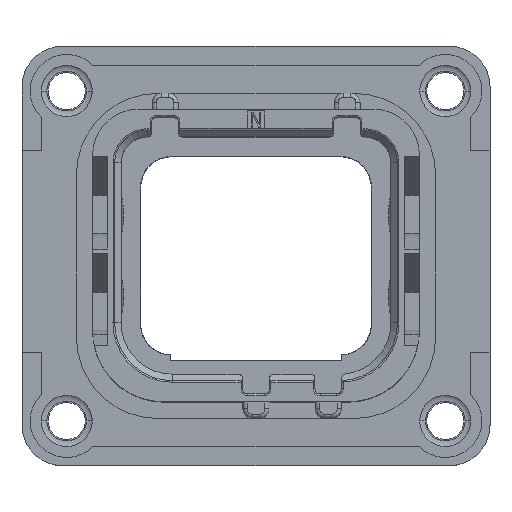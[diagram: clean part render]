
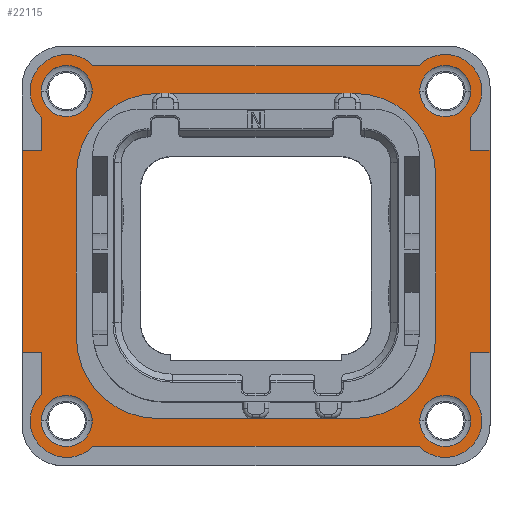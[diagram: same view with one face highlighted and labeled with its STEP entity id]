
A CAD part, top view. The second image highlights one B-rep face of the part: STEP entity #22115.
In plain terms, the highlighted planar face has unit normal (0, 0, 1).
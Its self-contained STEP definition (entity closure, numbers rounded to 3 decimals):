
#535=DIRECTION('',(0.,-1.,0.));
#536=VECTOR('',#535,12.45);
#537=CARTESIAN_POINT('',(-14.4,6.5,1.5));
#538=LINE('',#537,#536);
#593=CARTESIAN_POINT('',(-11.65,10.15,1.5));
#594=DIRECTION('',(0.,0.,1.));
#595=DIRECTION('',(0.716,0.698,0.));
#596=AXIS2_PLACEMENT_3D('',#593,#594,#595);
#603=DIRECTION('',(0.,1.,0.));
#604=VECTOR('',#603,2.588);
#605=CARTESIAN_POINT('',(13.22,-8.538,1.5));
#606=LINE('',#605,#604);
#607=DIRECTION('',(1.,0.,0.));
#608=VECTOR('',#607,20.077);
#609=CARTESIAN_POINT('',(-10.038,-11.72,1.5));
#610=LINE('',#609,#608);
#611=DIRECTION('',(0.,-1.,0.));
#612=VECTOR('',#611,2.588);
#613=CARTESIAN_POINT('',(-13.22,-5.95,1.5));
#614=LINE('',#613,#612);
#615=DIRECTION('',(1.,0.,0.));
#616=VECTOR('',#615,1.18);
#617=CARTESIAN_POINT('',(-14.4,-5.95,1.5));
#618=LINE('',#617,#616);
#619=DIRECTION('',(-1.,0.,0.));
#620=VECTOR('',#619,1.18);
#621=CARTESIAN_POINT('',(-13.22,6.5,1.5));
#622=LINE('',#621,#620);
#623=DIRECTION('',(0.,-1.,0.));
#624=VECTOR('',#623,2.038);
#625=CARTESIAN_POINT('',(-13.22,8.538,1.5));
#626=LINE('',#625,#624);
#627=DIRECTION('',(-1.,0.,0.));
#628=VECTOR('',#627,20.077);
#629=CARTESIAN_POINT('',(10.038,11.72,1.5));
#630=LINE('',#629,#628);
#631=DIRECTION('',(0.,1.,0.));
#632=VECTOR('',#631,2.038);
#633=CARTESIAN_POINT('',(13.22,6.5,1.5));
#634=LINE('',#633,#632);
#635=DIRECTION('',(-1.,0.,0.));
#636=VECTOR('',#635,1.18);
#637=CARTESIAN_POINT('',(14.4,6.5,1.5));
#638=LINE('',#637,#636);
#639=DIRECTION('',(1.,0.,0.));
#640=VECTOR('',#639,1.18);
#641=CARTESIAN_POINT('',(13.22,-5.95,1.5));
#642=LINE('',#641,#640);
#643=CARTESIAN_POINT('',(11.65,-10.15,1.5));
#644=DIRECTION('',(0.,0.,1.));
#645=DIRECTION('',(-1.,0.,0.));
#646=AXIS2_PLACEMENT_3D('',#643,#644,#645);
#648=CARTESIAN_POINT('',(-11.65,-10.15,1.5));
#649=DIRECTION('',(0.,0.,1.));
#650=DIRECTION('',(-1.,0.,0.));
#651=AXIS2_PLACEMENT_3D('',#648,#649,#650);
#653=CARTESIAN_POINT('',(-11.65,10.15,1.5));
#654=DIRECTION('',(0.,0.,1.));
#655=DIRECTION('',(1.,0.,0.));
#656=AXIS2_PLACEMENT_3D('',#653,#654,#655);
#658=CARTESIAN_POINT('',(11.65,10.15,1.5));
#659=DIRECTION('',(0.,0.,1.));
#660=DIRECTION('',(1.,0.,0.));
#661=AXIS2_PLACEMENT_3D('',#658,#659,#660);
#663=CARTESIAN_POINT('',(6.05,5.,1.5));
#664=DIRECTION('',(0.,0.,-1.));
#665=DIRECTION('',(0.,1.,0.));
#666=AXIS2_PLACEMENT_3D('',#663,#664,#665);
#668=DIRECTION('',(1.,0.,0.));
#669=VECTOR('',#668,12.1);
#670=CARTESIAN_POINT('',(-6.05,10.,1.5));
#671=LINE('',#670,#669);
#672=CARTESIAN_POINT('',(-6.05,5.,1.5));
#673=DIRECTION('',(0.,0.,-1.));
#674=DIRECTION('',(-1.,0.,0.));
#675=AXIS2_PLACEMENT_3D('',#672,#673,#674);
#677=DIRECTION('',(0.,1.,0.));
#678=VECTOR('',#677,10.);
#679=CARTESIAN_POINT('',(-11.05,-5.,1.5));
#680=LINE('',#679,#678);
#681=CARTESIAN_POINT('',(-6.05,-5.,1.5));
#682=DIRECTION('',(0.,0.,-1.));
#683=DIRECTION('',(0.,-1.,0.));
#684=AXIS2_PLACEMENT_3D('',#681,#682,#683);
#686=DIRECTION('',(-1.,0.,0.));
#687=VECTOR('',#686,12.1);
#688=CARTESIAN_POINT('',(6.05,-10.,1.5));
#689=LINE('',#688,#687);
#690=CARTESIAN_POINT('',(6.05,-5.,1.5));
#691=DIRECTION('',(0.,0.,-1.));
#692=DIRECTION('',(1.,0.,0.));
#693=AXIS2_PLACEMENT_3D('',#690,#691,#692);
#695=DIRECTION('',(0.,-1.,0.));
#696=VECTOR('',#695,10.);
#697=CARTESIAN_POINT('',(11.05,5.,1.5));
#698=LINE('',#697,#696);
#708=CARTESIAN_POINT('',(11.65,-10.15,1.5));
#709=DIRECTION('',(0.,0.,1.));
#710=DIRECTION('',(-0.716,-0.698,0.));
#711=AXIS2_PLACEMENT_3D('',#708,#709,#710);
#763=DIRECTION('',(0.,1.,0.));
#764=VECTOR('',#763,12.45);
#765=CARTESIAN_POINT('',(14.4,-5.95,1.5));
#766=LINE('',#765,#764);
#792=CARTESIAN_POINT('',(11.65,10.15,1.5));
#793=DIRECTION('',(0.,0.,1.));
#794=DIRECTION('',(0.698,-0.716,0.));
#795=AXIS2_PLACEMENT_3D('',#792,#793,#794);
#821=CARTESIAN_POINT('',(-11.65,-10.15,1.5));
#822=DIRECTION('',(0.,0.,1.));
#823=DIRECTION('',(-0.698,0.716,0.));
#824=AXIS2_PLACEMENT_3D('',#821,#822,#823);
#855=CARTESIAN_POINT('',(11.65,-10.15,1.5));
#856=DIRECTION('',(0.,0.,1.));
#857=DIRECTION('',(1.,0.,0.));
#858=AXIS2_PLACEMENT_3D('',#855,#856,#857);
#860=CARTESIAN_POINT('',(-11.65,-10.15,1.5));
#861=DIRECTION('',(0.,0.,1.));
#862=DIRECTION('',(1.,0.,0.));
#863=AXIS2_PLACEMENT_3D('',#860,#861,#862);
#881=CARTESIAN_POINT('',(-11.65,10.15,1.5));
#882=DIRECTION('',(0.,0.,1.));
#883=DIRECTION('',(-1.,0.,0.));
#884=AXIS2_PLACEMENT_3D('',#881,#882,#883);
#886=CARTESIAN_POINT('',(11.65,10.15,1.5));
#887=DIRECTION('',(0.,0.,1.));
#888=DIRECTION('',(-1.,0.,0.));
#889=AXIS2_PLACEMENT_3D('',#886,#887,#888);
#18892=CARTESIAN_POINT('',(-6.05,10.,1.5));
#18893=CARTESIAN_POINT('',(6.05,10.,1.5));
#18894=VERTEX_POINT('',#18892);
#18895=VERTEX_POINT('',#18893);
#18896=CARTESIAN_POINT('',(11.05,-5.,1.5));
#18897=CARTESIAN_POINT('',(6.05,-10.,1.5));
#18898=VERTEX_POINT('',#18896);
#18899=VERTEX_POINT('',#18897);
#18900=CARTESIAN_POINT('',(11.05,5.,1.5));
#18901=VERTEX_POINT('',#18900);
#18902=CARTESIAN_POINT('',(-11.05,5.,1.5));
#18903=VERTEX_POINT('',#18902);
#18904=CARTESIAN_POINT('',(-11.05,-5.,1.5));
#18905=VERTEX_POINT('',#18904);
#18906=CARTESIAN_POINT('',(-6.05,-10.,1.5));
#18907=VERTEX_POINT('',#18906);
#18932=CARTESIAN_POINT('',(14.4,-5.95,1.5));
#18933=CARTESIAN_POINT('',(14.4,6.5,1.5));
#18934=VERTEX_POINT('',#18932);
#18935=VERTEX_POINT('',#18933);
#18936=CARTESIAN_POINT('',(-14.4,6.5,1.5));
#18937=CARTESIAN_POINT('',(-14.4,-5.95,1.5));
#18938=VERTEX_POINT('',#18936);
#18939=VERTEX_POINT('',#18937);
#18942=CARTESIAN_POINT('',(10.08,10.15,1.5));
#18943=VERTEX_POINT('',#18942);
#18944=CARTESIAN_POINT('',(-10.08,10.15,1.5));
#18945=VERTEX_POINT('',#18944);
#18946=CARTESIAN_POINT('',(-10.08,-10.15,1.5));
#18947=VERTEX_POINT('',#18946);
#18948=CARTESIAN_POINT('',(10.08,-10.15,1.5));
#18949=VERTEX_POINT('',#18948);
#18950=CARTESIAN_POINT('',(-13.22,6.5,1.5));
#18951=VERTEX_POINT('',#18950);
#18952=CARTESIAN_POINT('',(13.22,6.5,1.5));
#18953=VERTEX_POINT('',#18952);
#18954=CARTESIAN_POINT('',(13.22,-5.95,1.5));
#18955=VERTEX_POINT('',#18954);
#20518=CARTESIAN_POINT('',(-13.22,-5.95,1.5));
#20519=VERTEX_POINT('',#20518);
#20620=CARTESIAN_POINT('',(13.22,8.538,1.5));
#20622=VERTEX_POINT('',#20620);
#20624=CARTESIAN_POINT('',(10.038,-11.72,1.5));
#20626=VERTEX_POINT('',#20624);
#20628=CARTESIAN_POINT('',(-10.038,-11.72,1.5));
#20630=VERTEX_POINT('',#20628);
#20632=CARTESIAN_POINT('',(-13.22,-8.538,1.5));
#20634=VERTEX_POINT('',#20632);
#20636=CARTESIAN_POINT('',(-10.038,11.72,1.5));
#20638=VERTEX_POINT('',#20636);
#20640=CARTESIAN_POINT('',(10.038,11.72,1.5));
#20642=VERTEX_POINT('',#20640);
#20644=CARTESIAN_POINT('',(-13.22,8.538,1.5));
#20646=VERTEX_POINT('',#20644);
#20648=CARTESIAN_POINT('',(13.22,-8.538,1.5));
#20650=VERTEX_POINT('',#20648);
#20652=CARTESIAN_POINT('',(13.22,10.15,1.5));
#20653=VERTEX_POINT('',#20652);
#20654=CARTESIAN_POINT('',(-13.22,10.15,1.5));
#20655=VERTEX_POINT('',#20654);
#20656=CARTESIAN_POINT('',(-13.22,-10.15,1.5));
#20657=VERTEX_POINT('',#20656);
#20658=CARTESIAN_POINT('',(13.22,-10.15,1.5));
#20659=VERTEX_POINT('',#20658);
#22036=CARTESIAN_POINT('',(0.,0.,1.5));
#22037=DIRECTION('',(0.,0.,1.));
#22038=DIRECTION('',(1.,0.,0.));
#22039=AXIS2_PLACEMENT_3D('',#22036,#22037,#22038);
#22040=PLANE('',#22039);
#22042=ORIENTED_EDGE('',*,*,#22041,.F.);
#22044=ORIENTED_EDGE('',*,*,#22043,.F.);
#22046=ORIENTED_EDGE('',*,*,#22045,.F.);
#22048=ORIENTED_EDGE('',*,*,#22047,.F.);
#22050=ORIENTED_EDGE('',*,*,#22049,.F.);
#22052=ORIENTED_EDGE('',*,*,#22051,.F.);
#22053=ORIENTED_EDGE('',*,*,#21977,.F.);
#22055=ORIENTED_EDGE('',*,*,#22054,.F.);
#22057=ORIENTED_EDGE('',*,*,#22056,.F.);
#22058=ORIENTED_EDGE('',*,*,#22026,.F.);
#22060=ORIENTED_EDGE('',*,*,#22059,.F.);
#22062=ORIENTED_EDGE('',*,*,#22061,.F.);
#22064=ORIENTED_EDGE('',*,*,#22063,.F.);
#22066=ORIENTED_EDGE('',*,*,#22065,.F.);
#22068=ORIENTED_EDGE('',*,*,#22067,.F.);
#22070=ORIENTED_EDGE('',*,*,#22069,.F.);
#22071=EDGE_LOOP('',(#22042,#22044,#22046,#22048,#22050,#22052,#22053,#22055,
#22057,#22058,#22060,#22062,#22064,#22066,#22068,#22070));
#22072=FACE_OUTER_BOUND('',#22071,.F.);
#22074=ORIENTED_EDGE('',*,*,#22073,.T.);
#22076=ORIENTED_EDGE('',*,*,#22075,.T.);
#22077=EDGE_LOOP('',(#22074,#22076));
#22078=FACE_BOUND('',#22077,.F.);
#22080=ORIENTED_EDGE('',*,*,#22079,.T.);
#22082=ORIENTED_EDGE('',*,*,#22081,.T.);
#22083=EDGE_LOOP('',(#22080,#22082));
#22084=FACE_BOUND('',#22083,.F.);
#22086=ORIENTED_EDGE('',*,*,#22085,.T.);
#22088=ORIENTED_EDGE('',*,*,#22087,.T.);
#22089=EDGE_LOOP('',(#22086,#22088));
#22090=FACE_BOUND('',#22089,.F.);
#22092=ORIENTED_EDGE('',*,*,#22091,.T.);
#22094=ORIENTED_EDGE('',*,*,#22093,.T.);
#22095=EDGE_LOOP('',(#22092,#22094));
#22096=FACE_BOUND('',#22095,.F.);
#22098=ORIENTED_EDGE('',*,*,#22097,.F.);
#22100=ORIENTED_EDGE('',*,*,#22099,.F.);
#22102=ORIENTED_EDGE('',*,*,#22101,.F.);
#22104=ORIENTED_EDGE('',*,*,#22103,.F.);
#22106=ORIENTED_EDGE('',*,*,#22105,.F.);
#22108=ORIENTED_EDGE('',*,*,#22107,.F.);
#22110=ORIENTED_EDGE('',*,*,#22109,.F.);
#22112=ORIENTED_EDGE('',*,*,#22111,.F.);
#22113=EDGE_LOOP('',(#22098,#22100,#22102,#22104,#22106,#22108,#22110,#22112));
#22114=FACE_BOUND('',#22113,.F.);
#22115=ADVANCED_FACE('',(#22072,#22078,#22084,#22090,#22096,#22114),#22040,.T.);
#597=CIRCLE('',#596,2.25);
#647=CIRCLE('',#646,1.57);
#652=CIRCLE('',#651,1.57);
#657=CIRCLE('',#656,1.57);
#662=CIRCLE('',#661,1.57);
#667=CIRCLE('',#666,5.);
#676=CIRCLE('',#675,5.);
#685=CIRCLE('',#684,5.);
#694=CIRCLE('',#693,5.);
#712=CIRCLE('',#711,2.25);
#796=CIRCLE('',#795,2.25);
#825=CIRCLE('',#824,2.25);
#859=CIRCLE('',#858,1.57);
#864=CIRCLE('',#863,1.57);
#885=CIRCLE('',#884,1.57);
#890=CIRCLE('',#889,1.57);
#21977=EDGE_CURVE('',#18938,#18939,#538,.T.);
#22026=EDGE_CURVE('',#20638,#20646,#597,.T.);
#22041=EDGE_CURVE('',#20650,#18955,#606,.T.);
#22043=EDGE_CURVE('',#20626,#20650,#712,.T.);
#22045=EDGE_CURVE('',#20630,#20626,#610,.T.);
#22047=EDGE_CURVE('',#20634,#20630,#825,.T.);
#22049=EDGE_CURVE('',#20519,#20634,#614,.T.);
#22051=EDGE_CURVE('',#18939,#20519,#618,.T.);
#22054=EDGE_CURVE('',#18951,#18938,#622,.T.);
#22056=EDGE_CURVE('',#20646,#18951,#626,.T.);
#22059=EDGE_CURVE('',#20642,#20638,#630,.T.);
#22061=EDGE_CURVE('',#20622,#20642,#796,.T.);
#22063=EDGE_CURVE('',#18953,#20622,#634,.T.);
#22065=EDGE_CURVE('',#18935,#18953,#638,.T.);
#22067=EDGE_CURVE('',#18934,#18935,#766,.T.);
#22069=EDGE_CURVE('',#18955,#18934,#642,.T.);
#22073=EDGE_CURVE('',#18949,#20659,#647,.T.);
#22075=EDGE_CURVE('',#20659,#18949,#859,.T.);
#22079=EDGE_CURVE('',#18947,#20657,#864,.T.);
#22081=EDGE_CURVE('',#20657,#18947,#652,.T.);
#22085=EDGE_CURVE('',#18945,#20655,#657,.T.);
#22087=EDGE_CURVE('',#20655,#18945,#885,.T.);
#22091=EDGE_CURVE('',#18943,#20653,#890,.T.);
#22093=EDGE_CURVE('',#20653,#18943,#662,.T.);
#22097=EDGE_CURVE('',#18895,#18901,#667,.T.);
#22099=EDGE_CURVE('',#18894,#18895,#671,.T.);
#22101=EDGE_CURVE('',#18903,#18894,#676,.T.);
#22103=EDGE_CURVE('',#18905,#18903,#680,.T.);
#22105=EDGE_CURVE('',#18907,#18905,#685,.T.);
#22107=EDGE_CURVE('',#18899,#18907,#689,.T.);
#22109=EDGE_CURVE('',#18898,#18899,#694,.T.);
#22111=EDGE_CURVE('',#18901,#18898,#698,.T.);
